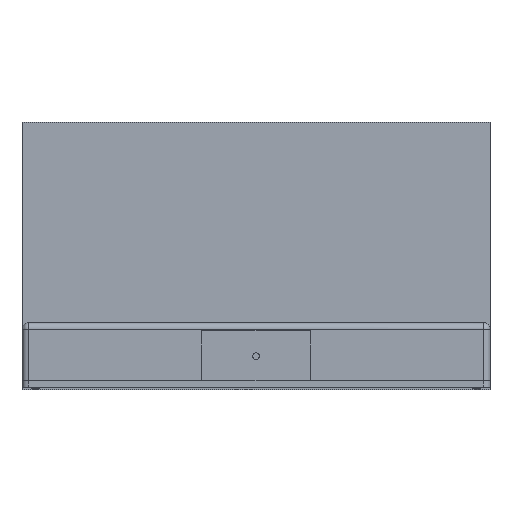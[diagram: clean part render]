
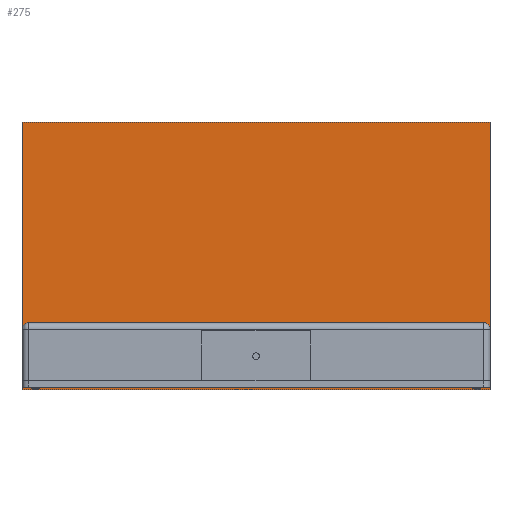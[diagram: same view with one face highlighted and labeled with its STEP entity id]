
A CAD part, front view. The second image highlights one B-rep face of the part: STEP entity #275.
In plain terms, the highlighted planar face has unit normal (0, -1, 0).
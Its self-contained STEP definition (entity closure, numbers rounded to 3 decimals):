
#63=CARTESIAN_POINT('Axis2P3D Location',(350.,200.,0.)) ;
#141=CARTESIAN_POINT('Line Origine',(0.,200.,100.)) ;
#145=CARTESIAN_POINT('Vertex',(0.,200.,0.)) ;
#147=CARTESIAN_POINT('Vertex',(0.,200.,200.)) ;
#150=CARTESIAN_POINT('Line Origine',(175.,200.,0.)) ;
#154=CARTESIAN_POINT('Vertex',(350.,200.,0.)) ;
#157=CARTESIAN_POINT('Line Origine',(350.,200.,100.)) ;
#161=CARTESIAN_POINT('Vertex',(350.,200.,200.)) ;
#164=CARTESIAN_POINT('Line Origine',(175.,200.,200.)) ;
#175=CARTESIAN_POINT('Line Origine',(175.178,200.,6.697)) ;
#179=CARTESIAN_POINT('Vertex',(129.856,200.,6.697)) ;
#181=CARTESIAN_POINT('Vertex',(220.5,200.,6.697)) ;
#184=CARTESIAN_POINT('Line Origine',(129.856,200.,25.809)) ;
#188=CARTESIAN_POINT('Vertex',(129.856,200.,44.922)) ;
#191=CARTESIAN_POINT('Line Origine',(82.356,200.,44.922)) ;
#195=CARTESIAN_POINT('Vertex',(34.856,200.,44.922)) ;
#198=CARTESIAN_POINT('Line Origine',(34.856,200.,25.809)) ;
#202=CARTESIAN_POINT('Vertex',(34.856,200.,6.697)) ;
#205=CARTESIAN_POINT('Line Origine',(19.928,200.,6.697)) ;
#209=CARTESIAN_POINT('Vertex',(5.,200.,6.697)) ;
#212=CARTESIAN_POINT('Line Origine',(5.,200.,25.848)) ;
#216=CARTESIAN_POINT('Vertex',(5.,200.,45.)) ;
#219=CARTESIAN_POINT('Line Origine',(112.75,200.,45.)) ;
#223=CARTESIAN_POINT('Vertex',(220.5,200.,45.)) ;
#226=CARTESIAN_POINT('Line Origine',(220.5,200.,25.848)) ;
#241=CARTESIAN_POINT('Line Origine',(330.25,200.,6.697)) ;
#245=CARTESIAN_POINT('Vertex',(315.5,200.,6.697)) ;
#247=CARTESIAN_POINT('Vertex',(345.,200.,6.697)) ;
#250=CARTESIAN_POINT('Line Origine',(315.5,200.,25.848)) ;
#254=CARTESIAN_POINT('Vertex',(315.5,200.,45.)) ;
#257=CARTESIAN_POINT('Line Origine',(330.25,200.,45.)) ;
#261=CARTESIAN_POINT('Vertex',(345.,200.,45.)) ;
#264=CARTESIAN_POINT('Line Origine',(345.,200.,25.848)) ;
#64=DIRECTION('Axis2P3D Direction',(0.,1.,-0.)) ;
#65=DIRECTION('Axis2P3D XDirection',(-1.,0.,0.)) ;
#142=DIRECTION('Vector Direction',(0.,0.,1.)) ;
#151=DIRECTION('Vector Direction',(-1.,0.,0.)) ;
#158=DIRECTION('Vector Direction',(0.,0.,-1.)) ;
#165=DIRECTION('Vector Direction',(1.,0.,0.)) ;
#176=DIRECTION('Vector Direction',(-1.,0.,0.)) ;
#185=DIRECTION('Vector Direction',(0.,0.,-1.)) ;
#192=DIRECTION('Vector Direction',(-1.,0.,0.)) ;
#199=DIRECTION('Vector Direction',(0.,0.,1.)) ;
#206=DIRECTION('Vector Direction',(-1.,0.,0.)) ;
#213=DIRECTION('Vector Direction',(0.,0.,1.)) ;
#220=DIRECTION('Vector Direction',(-1.,0.,0.)) ;
#227=DIRECTION('Vector Direction',(0.,0.,1.)) ;
#242=DIRECTION('Vector Direction',(-1.,0.,0.)) ;
#251=DIRECTION('Vector Direction',(0.,0.,-1.)) ;
#258=DIRECTION('Vector Direction',(-1.,0.,0.)) ;
#265=DIRECTION('Vector Direction',(0.,0.,1.)) ;
#66=AXIS2_PLACEMENT_3D('Plane Axis2P3D',#63,#64,#65) ;
#170=ORIENTED_EDGE('',*,*,#149,.F.) ;
#171=ORIENTED_EDGE('',*,*,#156,.F.) ;
#172=ORIENTED_EDGE('',*,*,#163,.F.) ;
#173=ORIENTED_EDGE('',*,*,#168,.F.) ;
#232=ORIENTED_EDGE('',*,*,#183,.F.) ;
#233=ORIENTED_EDGE('',*,*,#190,.F.) ;
#234=ORIENTED_EDGE('',*,*,#197,.F.) ;
#235=ORIENTED_EDGE('',*,*,#204,.F.) ;
#236=ORIENTED_EDGE('',*,*,#211,.F.) ;
#237=ORIENTED_EDGE('',*,*,#218,.F.) ;
#238=ORIENTED_EDGE('',*,*,#225,.F.) ;
#239=ORIENTED_EDGE('',*,*,#230,.F.) ;
#270=ORIENTED_EDGE('',*,*,#249,.F.) ;
#271=ORIENTED_EDGE('',*,*,#256,.F.) ;
#272=ORIENTED_EDGE('',*,*,#263,.F.) ;
#273=ORIENTED_EDGE('',*,*,#268,.F.) ;
#240=FACE_BOUND('',#231,.T.) ;
#274=FACE_BOUND('',#269,.T.) ;
#143=VECTOR('Line Direction',#142,1.) ;
#152=VECTOR('Line Direction',#151,1.) ;
#159=VECTOR('Line Direction',#158,1.) ;
#166=VECTOR('Line Direction',#165,1.) ;
#177=VECTOR('Line Direction',#176,1.) ;
#186=VECTOR('Line Direction',#185,1.) ;
#193=VECTOR('Line Direction',#192,1.) ;
#200=VECTOR('Line Direction',#199,1.) ;
#207=VECTOR('Line Direction',#206,1.) ;
#214=VECTOR('Line Direction',#213,1.) ;
#221=VECTOR('Line Direction',#220,1.) ;
#228=VECTOR('Line Direction',#227,1.) ;
#243=VECTOR('Line Direction',#242,1.) ;
#252=VECTOR('Line Direction',#251,1.) ;
#259=VECTOR('Line Direction',#258,1.) ;
#266=VECTOR('Line Direction',#265,1.) ;
#275=ADVANCED_FACE('PartBody',(#174,#240,#274),#67,.F.) ;
#149=EDGE_CURVE('',#146,#148,#144,.T.) ;
#156=EDGE_CURVE('',#155,#146,#153,.T.) ;
#163=EDGE_CURVE('',#162,#155,#160,.T.) ;
#168=EDGE_CURVE('',#148,#162,#167,.T.) ;
#183=EDGE_CURVE('',#180,#182,#178,.F.) ;
#190=EDGE_CURVE('',#189,#180,#187,.T.) ;
#197=EDGE_CURVE('',#196,#189,#194,.F.) ;
#204=EDGE_CURVE('',#203,#196,#201,.T.) ;
#211=EDGE_CURVE('',#210,#203,#208,.F.) ;
#218=EDGE_CURVE('',#217,#210,#215,.F.) ;
#225=EDGE_CURVE('',#224,#217,#222,.T.) ;
#230=EDGE_CURVE('',#182,#224,#229,.T.) ;
#249=EDGE_CURVE('',#246,#248,#244,.F.) ;
#256=EDGE_CURVE('',#255,#246,#253,.T.) ;
#263=EDGE_CURVE('',#262,#255,#260,.T.) ;
#268=EDGE_CURVE('',#248,#262,#267,.T.) ;
#169=EDGE_LOOP('',(#170,#171,#172,#173)) ;
#231=EDGE_LOOP('',(#232,#233,#234,#235,#236,#237,#238,#239)) ;
#269=EDGE_LOOP('',(#270,#271,#272,#273)) ;
#174=FACE_OUTER_BOUND('',#169,.T.) ;
#144=LINE('Line',#141,#143) ;
#153=LINE('Line',#150,#152) ;
#160=LINE('Line',#157,#159) ;
#167=LINE('Line',#164,#166) ;
#178=LINE('Line',#175,#177) ;
#187=LINE('Line',#184,#186) ;
#194=LINE('Line',#191,#193) ;
#201=LINE('Line',#198,#200) ;
#208=LINE('Line',#205,#207) ;
#215=LINE('Line',#212,#214) ;
#222=LINE('Line',#219,#221) ;
#229=LINE('Line',#226,#228) ;
#244=LINE('Line',#241,#243) ;
#253=LINE('Line',#250,#252) ;
#260=LINE('Line',#257,#259) ;
#267=LINE('Line',#264,#266) ;
#67=PLANE('Plane',#66) ;
#146=VERTEX_POINT('',#145) ;
#148=VERTEX_POINT('',#147) ;
#155=VERTEX_POINT('',#154) ;
#162=VERTEX_POINT('',#161) ;
#180=VERTEX_POINT('',#179) ;
#182=VERTEX_POINT('',#181) ;
#189=VERTEX_POINT('',#188) ;
#196=VERTEX_POINT('',#195) ;
#203=VERTEX_POINT('',#202) ;
#210=VERTEX_POINT('',#209) ;
#217=VERTEX_POINT('',#216) ;
#224=VERTEX_POINT('',#223) ;
#246=VERTEX_POINT('',#245) ;
#248=VERTEX_POINT('',#247) ;
#255=VERTEX_POINT('',#254) ;
#262=VERTEX_POINT('',#261) ;
